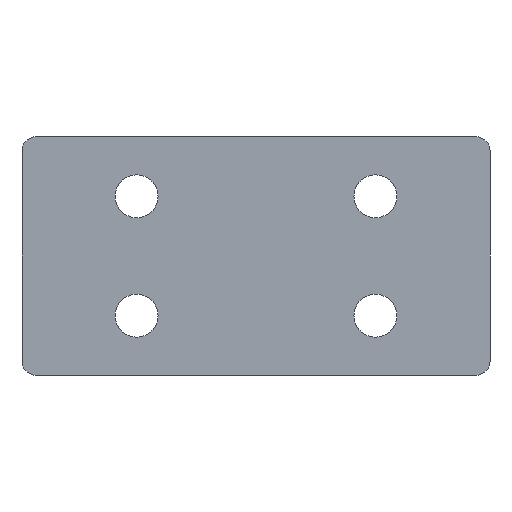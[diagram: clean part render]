
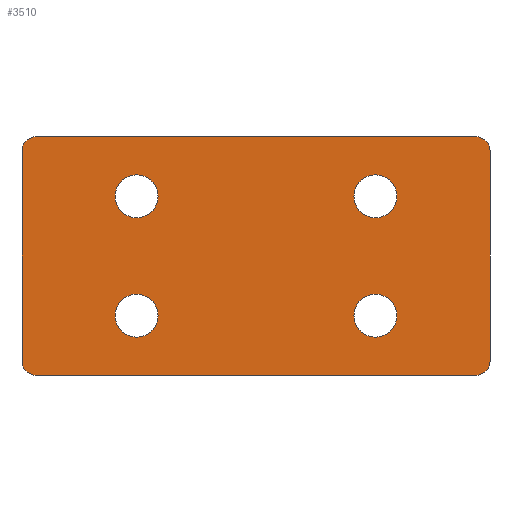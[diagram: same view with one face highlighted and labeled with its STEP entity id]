
A CAD part, front view. The second image highlights one B-rep face of the part: STEP entity #3510.
In plain terms, the highlighted planar face has unit normal (0, -1, 0).
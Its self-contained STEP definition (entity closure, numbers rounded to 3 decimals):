
#120=CARTESIAN_POINT('',(45.5,-3.,25.));
#130=VERTEX_POINT('',#120);
#160=CARTESIAN_POINT('',(50.,-3.,25.));
#170=DIRECTION('',(0.,1.,0.));
#180=DIRECTION('',(-1.,0.,0.));
#190=AXIS2_PLACEMENT_3D('',#160,#170,#180);
#200=CIRCLE('',#190,4.5);
#210=CARTESIAN_POINT('',(54.5,-3.,25.));
#220=VERTEX_POINT('',#210);
#230=EDGE_CURVE('',#130,#220,#200,.T.);
#540=CARTESIAN_POINT('',(54.5,-3.,0.));
#550=VERTEX_POINT('',#540);
#580=CARTESIAN_POINT('',(50.,-3.,0.));
#590=DIRECTION('',(0.,1.,0.));
#600=DIRECTION('',(-1.,0.,0.));
#610=AXIS2_PLACEMENT_3D('',#580,#590,#600);
#620=CIRCLE('',#610,4.5);
#630=CARTESIAN_POINT('',(45.5,-3.,0.));
#640=VERTEX_POINT('',#630);
#650=EDGE_CURVE('',#550,#640,#620,.T.);
#960=CARTESIAN_POINT('',(4.5,-3.,25.));
#970=VERTEX_POINT('',#960);
#1000=CARTESIAN_POINT('',(0.,-3.,25.));
#1010=DIRECTION('',(0.,1.,0.));
#1020=DIRECTION('',(-1.,0.,0.));
#1030=AXIS2_PLACEMENT_3D('',#1000,#1010,#1020);
#1040=CIRCLE('',#1030,4.5);
#1050=CARTESIAN_POINT('',(-4.5,-3.,25.));
#1060=VERTEX_POINT('',#1050);
#1070=EDGE_CURVE('',#970,#1060,#1040,.T.);
#1380=CARTESIAN_POINT('',(-4.5,-3.,0.));
#1390=VERTEX_POINT('',#1380);
#1420=CARTESIAN_POINT('',(0.,-3.,
0.));
#1430=DIRECTION('',(0.,1.,0.));
#1440=DIRECTION('',(-1.,0.,0.));
#1450=AXIS2_PLACEMENT_3D('',#1420,#1430,#1440);
#1460=CIRCLE('',#1450,4.5);
#1470=CARTESIAN_POINT('',(4.5,-3.,0.));
#1480=VERTEX_POINT('',#1470);
#1490=EDGE_CURVE('',#1390,#1480,#1460,.T.);
#1740=CARTESIAN_POINT('',(-24.,-3.,0.));
#1750=DIRECTION('',(0.,0.,1.));
#1760=VECTOR('',#1750,1.);
#1770=LINE('',#1740,#1760);
#1780=CARTESIAN_POINT('',(-24.,-3.,-9.5));
#1790=VERTEX_POINT('',#1780);
#1800=CARTESIAN_POINT('',(-24.,-3.,34.5));
#1810=VERTEX_POINT('',#1800);
#1820=EDGE_CURVE('',#1790,#1810,#1770,.T.);
#2140=CARTESIAN_POINT('',(-21.,-3.,-9.5));
#2150=DIRECTION('',(0.,-1.,0.));
#2160=DIRECTION('',(-1.,0.,0.));
#2170=AXIS2_PLACEMENT_3D('',#2140,#2150,#2160);
#2180=CIRCLE('',#2170,3.);
#2190=CARTESIAN_POINT('',(-21.,-3.,-12.5));
#2200=VERTEX_POINT('',#2190);
#2210=EDGE_CURVE('',#1790,#2200,#2180,.T.);
#2610=CARTESIAN_POINT('',(71.,-3.,37.5));
#2620=VERTEX_POINT('',#2610);
#2650=CARTESIAN_POINT('',(0.,-3.,37.5));
#2660=DIRECTION('',(1.,0.,0.));
#2670=VECTOR('',#2660,1.);
#2680=LINE('',#2650,#2670);
#2690=CARTESIAN_POINT('',(-21.,-3.,37.5));
#2700=VERTEX_POINT('',#2690);
#2710=EDGE_CURVE('',#2700,#2620,#2680,.T.);
#2820=CARTESIAN_POINT('',(-24.5,-3.,-13.));
#2830=DIRECTION('',(-0.,-1.,-0.));
#2840=DIRECTION('',(-1.,0.,0.));
#2850=AXIS2_PLACEMENT_3D('',#2820,#2830,#2840);
#2860=PLANE('',#2850);
#2870=EDGE_CURVE('',#220,#130,#200,.T.);
#2880=ORIENTED_EDGE('',*,*,#2870,.T.);
#2890=ORIENTED_EDGE('',*,*,#230,.T.);
#2900=EDGE_LOOP('',(#2890,#2880));
#2910=FACE_BOUND('',#2900,.T.);
#2920=EDGE_CURVE('',#640,#550,#620,.T.);
#2930=ORIENTED_EDGE('',*,*,#2920,.T.);
#2940=ORIENTED_EDGE('',*,*,#650,.T.);
#2950=EDGE_LOOP('',(#2940,#2930));
#2960=FACE_BOUND('',#2950,.T.);
#2970=ORIENTED_EDGE('',*,*,#1070,.T.);
#2980=EDGE_CURVE('',#1060,#970,#1040,.T.);
#2990=ORIENTED_EDGE('',*,*,#2980,.T.);
#3000=EDGE_LOOP('',(#2990,#2970));
#3010=FACE_BOUND('',#3000,.T.);
#3020=ORIENTED_EDGE('',*,*,#1490,.T.);
#3030=EDGE_CURVE('',#1480,#1390,#1460,.T.);
#3040=ORIENTED_EDGE('',*,*,#3030,.T.);
#3050=EDGE_LOOP('',(#3040,#3020));
#3060=FACE_BOUND('',#3050,.T.);
#3070=CARTESIAN_POINT('',(71.,-3.,-9.5));
#3080=DIRECTION('',(0.,-1.,0.));
#3090=DIRECTION('',(-1.,0.,0.));
#3100=AXIS2_PLACEMENT_3D('',#3070,#3080,#3090);
#3110=CIRCLE('',#3100,3.);
#3120=CARTESIAN_POINT('',(71.,-3.,-12.5));
#3130=VERTEX_POINT('',#3120);
#3140=CARTESIAN_POINT('',(74.,-3.,-9.5));
#3150=VERTEX_POINT('',#3140);
#3160=EDGE_CURVE('',#3130,#3150,#3110,.T.);
#3170=ORIENTED_EDGE('',*,*,#3160,.T.);
#3180=CARTESIAN_POINT('',(0.,-3.,-12.5));
#3190=DIRECTION('',(-1.,0.,0.));
#3200=VECTOR('',#3190,1.);
#3210=LINE('',#3180,#3200);
#3220=EDGE_CURVE('',#3130,#2200,#3210,.T.);
#3230=ORIENTED_EDGE('',*,*,#3220,.F.);
#3240=ORIENTED_EDGE('',*,*,#2210,.T.);
#3250=ORIENTED_EDGE('',*,*,#1820,.F.);
#3260=CARTESIAN_POINT('',(-21.,-3.,34.5));
#3270=DIRECTION('',(0.,-1.,0.));
#3280=DIRECTION('',(-1.,0.,0.));
#3290=AXIS2_PLACEMENT_3D('',#3260,#3270,#3280);
#3300=CIRCLE('',#3290,3.);
#3310=EDGE_CURVE('',#2700,#1810,#3300,.T.);
#3320=ORIENTED_EDGE('',*,*,#3310,.T.);
#3330=ORIENTED_EDGE('',*,*,#2710,.F.);
#3340=CARTESIAN_POINT('',(71.,-3.,34.5));
#3350=DIRECTION('',(0.,-1.,0.));
#3360=DIRECTION('',(-1.,0.,0.));
#3370=AXIS2_PLACEMENT_3D('',#3340,#3350,#3360);
#3380=CIRCLE('',#3370,3.);
#3390=CARTESIAN_POINT('',(74.,-3.,34.5));
#3400=VERTEX_POINT('',#3390);
#3410=EDGE_CURVE('',#3400,#2620,#3380,.T.);
#3420=ORIENTED_EDGE('',*,*,#3410,.T.);
#3430=CARTESIAN_POINT('',(74.,-3.,0.));
#3440=DIRECTION('',(0.,0.,-1.));
#3450=VECTOR('',#3440,1.);
#3460=LINE('',#3430,#3450);
#3470=EDGE_CURVE('',#3400,#3150,#3460,.T.);
#3480=ORIENTED_EDGE('',*,*,#3470,.F.);
#3490=EDGE_LOOP('',(#3480,#3420,#3330,#3320,#3250,#3240,#3230,#3170));
#3500=FACE_OUTER_BOUND('',#3490,.T.);
#3510=ADVANCED_FACE('',(#2910,#2960,#3010,#3060,#3500),#2860,.T.);
